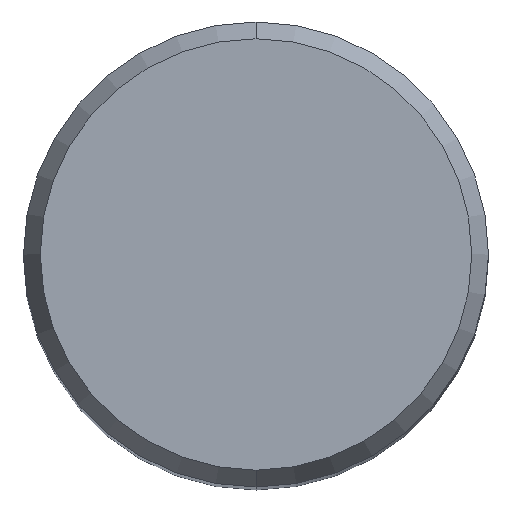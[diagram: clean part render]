
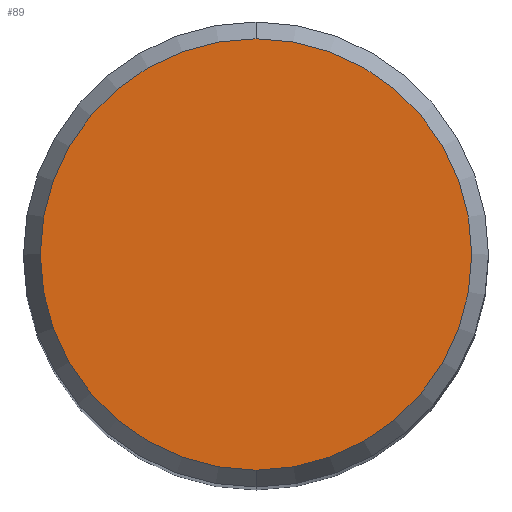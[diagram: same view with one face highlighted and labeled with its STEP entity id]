
A CAD part, top view. The second image highlights one B-rep face of the part: STEP entity #89.
In plain terms, the highlighted planar face has unit normal (0, 0, 1).
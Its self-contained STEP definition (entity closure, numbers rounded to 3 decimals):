
#89=ADVANCED_FACE('',(#216),#217,.T.);
#149=EDGE_CURVE('',#175,#151,#286,.T.);
#151=VERTEX_POINT('',#288);
#153=EDGE_CURVE('',#151,#175,#290,.T.);
#175=VERTEX_POINT('',#314);
#216=FACE_OUTER_BOUND('',#351,.T.);
#217=PLANE('',#352);
#286=CIRCLE('',#436,5.892);
#288=CARTESIAN_POINT('',(0.,-5.892,0.01));
#290=CIRCLE('',#441,5.892);
#314=CARTESIAN_POINT('',(0.0,5.892,0.01));
#351=EDGE_LOOP('',(#503,#504));
#352=AXIS2_PLACEMENT_3D('',#505,#506,#507);
#436=AXIS2_PLACEMENT_3D('',#606,#607,#608);
#441=AXIS2_PLACEMENT_3D('',#609,#610,#611);
#503=ORIENTED_EDGE('',*,*,#149,.F.);
#504=ORIENTED_EDGE('',*,*,#153,.F.);
#505=CARTESIAN_POINT('',(0.0,2.946,0.01));
#506=DIRECTION('',(-0.0,0.0,1.0));
#507=DIRECTION('',(0.0,-1.0,0.0));
#606=CARTESIAN_POINT('',(0.0,0.0,0.01));
#607=DIRECTION('',(0.0,0.0,-1.0));
#608=DIRECTION('',(0.0,1.0,0.0));
#609=CARTESIAN_POINT('',(0.0,0.0,0.01));
#610=DIRECTION('',(0.0,0.0,-1.0));
#611=DIRECTION('',(0.0,1.0,0.0));
